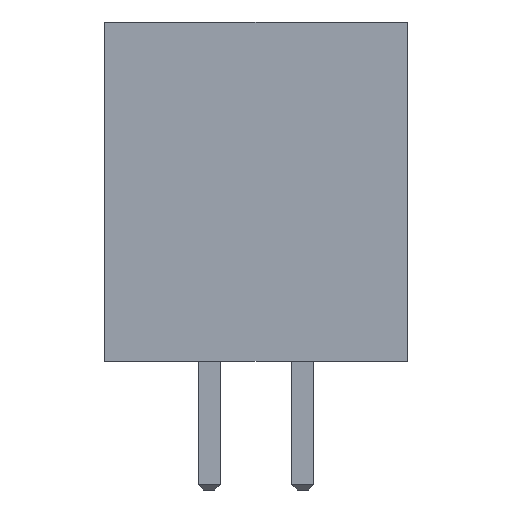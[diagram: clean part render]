
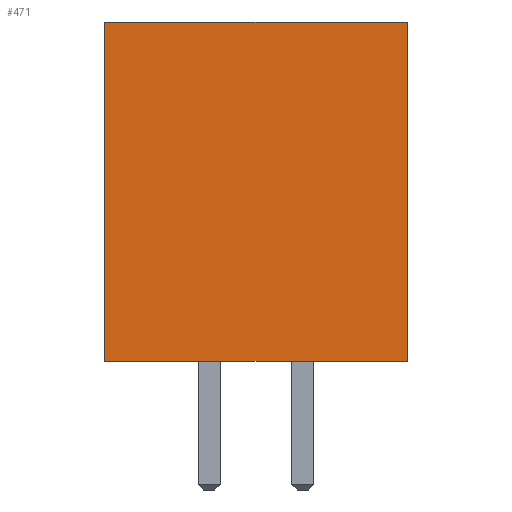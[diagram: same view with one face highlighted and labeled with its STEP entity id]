
A CAD part, front view. The second image highlights one B-rep face of the part: STEP entity #471.
In plain terms, the highlighted planar face has unit normal (0, -1, 0).
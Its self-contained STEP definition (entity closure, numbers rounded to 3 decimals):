
#235 = EDGE_LOOP ( 'NONE', ( #1857, #2833, #678, #5013 ) ) ;
#350 = CARTESIAN_POINT ( 'NONE',  ( 8.2, 0., 0. ) ) ;
#471 = ADVANCED_FACE ( 'NONE', ( #4181 ), #5390, .F. ) ;
#578 = AXIS2_PLACEMENT_3D ( 'NONE', #1201, #3152, #6902 ) ;
#637 = DIRECTION ( 'NONE',  ( 1., 0., 0. ) ) ;
#652 = LINE ( 'NONE', #5306, #7235 ) ;
#678 = ORIENTED_EDGE ( 'NONE', *, *, #5814, .F. ) ;
#1201 = CARTESIAN_POINT ( 'NONE',  ( 0., 0., 9.2 ) ) ;
#1506 = CARTESIAN_POINT ( 'NONE',  ( 0., 0., 0. ) ) ;
#1857 = ORIENTED_EDGE ( 'NONE', *, *, #6589, .T. ) ;
#2833 = ORIENTED_EDGE ( 'NONE', *, *, #7296, .F. ) ;
#2945 = VERTEX_POINT ( 'NONE', #350 ) ;
#3152 = DIRECTION ( 'NONE',  ( 0., 1., 0. ) ) ;
#3401 = DIRECTION ( 'NONE',  ( 0., 0., -1. ) ) ;
#3733 = VECTOR ( 'NONE', #637, 1000. ) ;
#3904 = VECTOR ( 'NONE', #3401, 1000. ) ;
#4181 = FACE_OUTER_BOUND ( 'NONE', #235, .T. ) ;
#4434 = CARTESIAN_POINT ( 'NONE',  ( 0., 0., 0. ) ) ;
#4963 = VERTEX_POINT ( 'NONE', #7094 ) ;
#4968 = VECTOR ( 'NONE', #6194, 1000. ) ;
#5013 = ORIENTED_EDGE ( 'NONE', *, *, #6396, .T. ) ;
#5306 = CARTESIAN_POINT ( 'NONE',  ( 0., 0., 9.2 ) ) ;
#5390 = PLANE ( 'NONE',  #578 ) ;
#5576 = CARTESIAN_POINT ( 'NONE',  ( 0., 0., 9.2 ) ) ;
#5814 = EDGE_CURVE ( 'NONE', #7103, #4963, #652, .T. ) ;
#5840 = LINE ( 'NONE', #4434, #3733 ) ;
#6194 = DIRECTION ( 'NONE',  ( 0., 0., -1. ) ) ;
#6211 = VERTEX_POINT ( 'NONE', #1506 ) ;
#6396 = EDGE_CURVE ( 'NONE', #7103, #6211, #6971, .T. ) ;
#6589 = EDGE_CURVE ( 'NONE', #6211, #2945, #5840, .T. ) ;
#6705 = CARTESIAN_POINT ( 'NONE',  ( 0., 0., 9.2 ) ) ;
#6902 = DIRECTION ( 'NONE',  ( 0., 0., 1. ) ) ;
#6971 = LINE ( 'NONE', #5576, #4968 ) ;
#7094 = CARTESIAN_POINT ( 'NONE',  ( 8.2, 0., 9.2 ) ) ;
#7103 = VERTEX_POINT ( 'NONE', #6705 ) ;
#7235 = VECTOR ( 'NONE', #7855, 1000. ) ;
#7296 = EDGE_CURVE ( 'NONE', #4963, #2945, #7811, .T. ) ;
#7811 = LINE ( 'NONE', #8265, #3904 ) ;
#7855 = DIRECTION ( 'NONE',  ( 1., 0., 0. ) ) ;
#8265 = CARTESIAN_POINT ( 'NONE',  ( 8.2, 0., 9.2 ) ) ;
